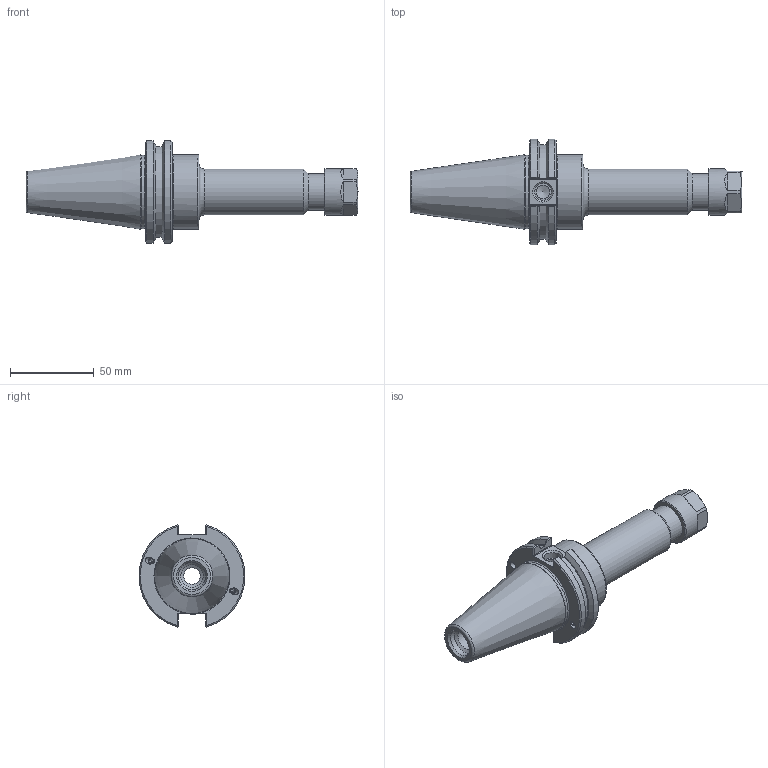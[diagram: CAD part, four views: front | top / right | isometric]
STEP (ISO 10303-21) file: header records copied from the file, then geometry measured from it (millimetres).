
FILE_DESCRIPTION((''),'2;1');
FILE_NAME('C40BC-16ERP512.iam.stp','2014-06-23T10:31:50',(''),(''),'Autodesk Inventor 2012','Autodesk Inventor 2012','');
FILE_SCHEMA(('AUTOMOTIVE_DESIGN { 1 0 10303 214 1 1 1 1 }'));
Length unit declared in the file: inch
Products named in the file (5): C40BC-16ERP512; C40BCB-16ER5-1; 029-965; 16ERHPN
Assembly tree (5 placements, depth 3):
  C40BC-16ERP512
    C40BCB-16ER5-1
      C40BCB-16ER5-1
      029-965  x2
    16ERHPN
Bounding box: 198.3 x 63.26 x 61.11 mm (x, y, z)
Volume: 165200.3 mm3; surface area: 38033.4 mm2
Topology: 5 solids, 5 shells, 174 faces, 413 edges, 263 vertices
Faces by surface type: plane 74, cylinder 48, cone 32, torus 10, bspline 8, sphere 2
Full cylindrical faces by diameter (mm): 3.3 x2, 4 x4, 4.1 x2, 4.2 x2, 8 x1, 9.728 x1, 10.135 x1, 11.176 x1, 12.04 x1, 13.386 x1, 16.002 x1, 16.459 x1, 17.01 x1, 17.112 x1, 17.272 x1, 20.066 x1, 20.168 x1, 20.676 x1, 22 x1, 22.428 x1, 27.432 x1, 27.737 x1, 43.942 x1, 44.45 x1
Entity records: 5436 total; most frequent: CARTESIAN_POINT 1930, DIRECTION 686, ORIENTED_EDGE 616, EDGE_CURVE 308, AXIS2_PLACEMENT_3D 284, EDGE_LOOP 238, VERTEX_POINT 228, FACE_OUTER_BOUND 158
